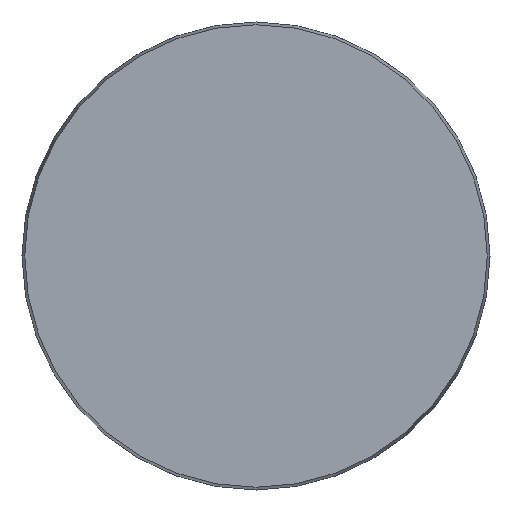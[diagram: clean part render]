
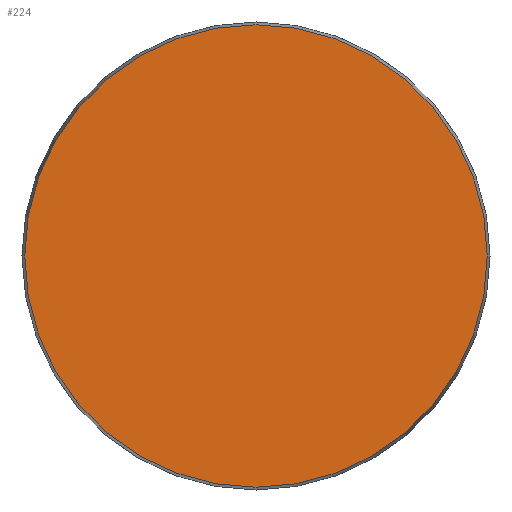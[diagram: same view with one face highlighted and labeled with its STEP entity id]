
A CAD part, front view. The second image highlights one B-rep face of the part: STEP entity #224.
In plain terms, the highlighted planar face has unit normal (0, -1, 0).
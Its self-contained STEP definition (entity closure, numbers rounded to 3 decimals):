
#22 = CARTESIAN_POINT ( 'NONE',  ( -48.425, 0., 0. ) ) ;
#79 = EDGE_CURVE ( 'NONE', #344, #344, #541, .T. ) ;
#100 = FACE_OUTER_BOUND ( 'NONE', #538, .T. ) ;
#125 = DIRECTION ( 'NONE',  ( 0., 0., -1. ) ) ;
#224 = ADVANCED_FACE ( 'NONE', ( #100 ), #262, .F. ) ;
#262 = PLANE ( 'NONE',  #524 ) ;
#344 = VERTEX_POINT ( 'NONE', #472 ) ;
#374 = ORIENTED_EDGE ( 'NONE', *, *, #79, .T. ) ;
#429 = DIRECTION ( 'NONE',  ( 0., 0., 1. ) ) ;
#461 = DIRECTION ( 'NONE',  ( 0., -1., 0. ) ) ;
#472 = CARTESIAN_POINT ( 'NONE',  ( 0., 0., -48.425 ) ) ;
#481 = AXIS2_PLACEMENT_3D ( 'NONE', #505, #461, #125 ) ;
#505 = CARTESIAN_POINT ( 'NONE',  ( 0., 0., 0. ) ) ;
#520 = DIRECTION ( 'NONE',  ( 0., 1., 0. ) ) ;
#524 = AXIS2_PLACEMENT_3D ( 'NONE', #22, #520, #429 ) ;
#538 = EDGE_LOOP ( 'NONE', ( #374 ) ) ;
#541 = CIRCLE ( 'NONE', #481, 48.425 ) ;
